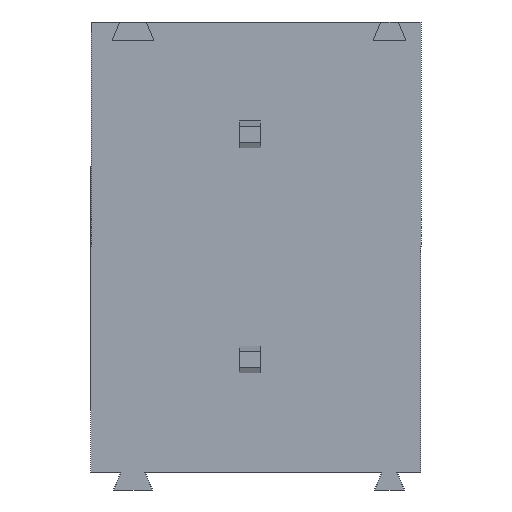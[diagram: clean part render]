
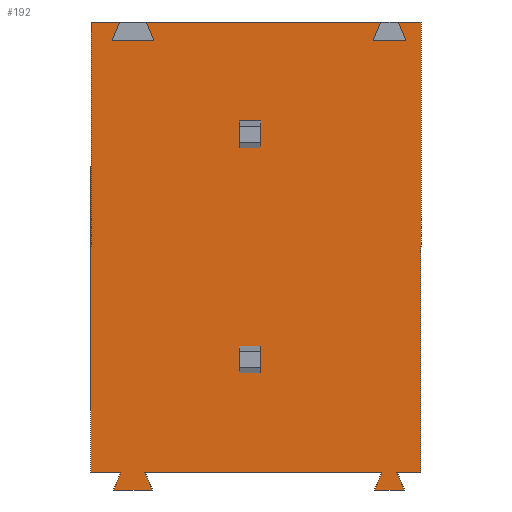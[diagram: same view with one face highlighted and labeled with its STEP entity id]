
A CAD part, front view. The second image highlights one B-rep face of the part: STEP entity #192.
In plain terms, the highlighted planar face has unit normal (0, -1, 0).
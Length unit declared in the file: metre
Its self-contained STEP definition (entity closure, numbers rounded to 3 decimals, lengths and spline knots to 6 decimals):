
#192=ADVANCED_FACE('',(#405,#406,#407),#408,.F.);
#405=FACE_BOUND('',#636,.T.);
#406=FACE_BOUND('',#637,.T.);
#407=FACE_OUTER_BOUND('',#638,.T.);
#408=PLANE('',#639);
#636=EDGE_LOOP('',(#1127,#1128,#1129,#1130));
#637=EDGE_LOOP('',(#1131,#1132,#1133,#1134));
#638=EDGE_LOOP('',(#1135,#1136,#1137,#1138,#1139,#1140,#1141,#1142,#1143,#1144,#1145,#1146,#1147,#1148,#1149,#1150,#1151,#1152,#1153,#1154));
#639=AXIS2_PLACEMENT_3D('',#1155,#1156,#1157);
#1127=ORIENTED_EDGE('',*,*,#1366,.F.);
#1128=ORIENTED_EDGE('',*,*,#1557,.F.);
#1129=ORIENTED_EDGE('',*,*,#1570,.F.);
#1130=ORIENTED_EDGE('',*,*,#1548,.F.);
#1131=ORIENTED_EDGE('',*,*,#1402,.F.);
#1132=ORIENTED_EDGE('',*,*,#1532,.F.);
#1133=ORIENTED_EDGE('',*,*,#1571,.F.);
#1134=ORIENTED_EDGE('',*,*,#1483,.F.);
#1135=ORIENTED_EDGE('',*,*,#1424,.F.);
#1136=ORIENTED_EDGE('',*,*,#1572,.F.);
#1137=ORIENTED_EDGE('',*,*,#1573,.T.);
#1138=ORIENTED_EDGE('',*,*,#1567,.F.);
#1139=ORIENTED_EDGE('',*,*,#1502,.F.);
#1140=ORIENTED_EDGE('',*,*,#1362,.F.);
#1141=ORIENTED_EDGE('',*,*,#1574,.T.);
#1142=ORIENTED_EDGE('',*,*,#1521,.F.);
#1143=ORIENTED_EDGE('',*,*,#1575,.F.);
#1144=ORIENTED_EDGE('',*,*,#1467,.F.);
#1145=ORIENTED_EDGE('',*,*,#1576,.T.);
#1146=ORIENTED_EDGE('',*,*,#1577,.T.);
#1147=ORIENTED_EDGE('',*,*,#1430,.F.);
#1148=ORIENTED_EDGE('',*,*,#1418,.T.);
#1149=ORIENTED_EDGE('',*,*,#1421,.T.);
#1150=ORIENTED_EDGE('',*,*,#1578,.T.);
#1151=ORIENTED_EDGE('',*,*,#1427,.F.);
#1152=ORIENTED_EDGE('',*,*,#1396,.F.);
#1153=ORIENTED_EDGE('',*,*,#1542,.F.);
#1154=ORIENTED_EDGE('',*,*,#1579,.F.);
#1155=CARTESIAN_POINT('',(0.200032,0.129229,-0.00428));
#1156=DIRECTION('',(-0.0,1.0,0.0));
#1157=DIRECTION('',(1.0,0.0,0.0));
#1362=EDGE_CURVE('',#1614,#1616,#1617,.T.);
#1366=EDGE_CURVE('',#1622,#1623,#1624,.T.);
#1396=EDGE_CURVE('',#1674,#1676,#1677,.T.);
#1402=EDGE_CURVE('',#1685,#1687,#1688,.T.);
#1418=EDGE_CURVE('',#1710,#1714,#1716,.T.);
#1421=EDGE_CURVE('',#1714,#1719,#1721,.T.);
#1424=EDGE_CURVE('',#1724,#1725,#1726,.T.);
#1427=EDGE_CURVE('',#1676,#1730,#1731,.T.);
#1430=EDGE_CURVE('',#1710,#1735,#1736,.T.);
#1467=EDGE_CURVE('',#1793,#1791,#1795,.T.);
#1483=EDGE_CURVE('',#1687,#1818,#1819,.T.);
#1502=EDGE_CURVE('',#1616,#1843,#1844,.T.);
#1521=EDGE_CURVE('',#1869,#1871,#1872,.T.);
#1532=EDGE_CURVE('',#1886,#1685,#1887,.T.);
#1542=EDGE_CURVE('',#1899,#1674,#1900,.T.);
#1548=EDGE_CURVE('',#1623,#1907,#1908,.T.);
#1557=EDGE_CURVE('',#1920,#1622,#1921,.T.);
#1567=EDGE_CURVE('',#1843,#1934,#1935,.T.);
#1570=EDGE_CURVE('',#1907,#1920,#1938,.T.);
#1571=EDGE_CURVE('',#1818,#1886,#1939,.T.);
#1572=EDGE_CURVE('',#1940,#1724,#1941,.T.);
#1573=EDGE_CURVE('',#1940,#1934,#1942,.T.);
#1574=EDGE_CURVE('',#1614,#1871,#1943,.T.);
#1575=EDGE_CURVE('',#1791,#1869,#1944,.T.);
#1576=EDGE_CURVE('',#1793,#1945,#1946,.T.);
#1577=EDGE_CURVE('',#1945,#1735,#1947,.T.);
#1578=EDGE_CURVE('',#1719,#1730,#1948,.T.);
#1579=EDGE_CURVE('',#1725,#1899,#1949,.T.);
#1614=VERTEX_POINT('',#1984);
#1616=VERTEX_POINT('',#1987);
#1617=LINE('',#1988,#1989);
#1622=VERTEX_POINT('',#1996);
#1623=VERTEX_POINT('',#1997);
#1624=LINE('',#1998,#1999);
#1674=VERTEX_POINT('',#2071);
#1676=VERTEX_POINT('',#2074);
#1677=LINE('',#2075,#2076);
#1685=VERTEX_POINT('',#2087);
#1687=VERTEX_POINT('',#2090);
#1688=LINE('',#2091,#2092);
#1710=VERTEX_POINT('',#2123);
#1714=VERTEX_POINT('',#2129);
#1716=LINE('',#2132,#2133);
#1719=VERTEX_POINT('',#2136);
#1721=LINE('',#2139,#2140);
#1724=VERTEX_POINT('',#2144);
#1725=VERTEX_POINT('',#2145);
#1726=LINE('',#2146,#2147);
#1730=VERTEX_POINT('',#2153);
#1731=LINE('',#2154,#2155);
#1735=VERTEX_POINT('',#2161);
#1736=LINE('',#2162,#2163);
#1791=VERTEX_POINT('',#2240);
#1793=VERTEX_POINT('',#2243);
#1795=LINE('',#2246,#2247);
#1818=VERTEX_POINT('',#2276);
#1819=LINE('',#2277,#2278);
#1843=VERTEX_POINT('',#2315);
#1844=LINE('',#2316,#2317);
#1869=VERTEX_POINT('',#2354);
#1871=VERTEX_POINT('',#2357);
#1872=LINE('',#2358,#2359);
#1886=VERTEX_POINT('',#2380);
#1887=LINE('',#2381,#2382);
#1899=VERTEX_POINT('',#2400);
#1900=LINE('',#2401,#2402);
#1907=VERTEX_POINT('',#2412);
#1908=LINE('',#2413,#2414);
#1920=VERTEX_POINT('',#2432);
#1921=LINE('',#2433,#2434);
#1934=VERTEX_POINT('',#2453);
#1935=LINE('',#2454,#2455);
#1938=LINE('',#2459,#2460);
#1939=LINE('',#2461,#2462);
#1940=VERTEX_POINT('',#2463);
#1941=LINE('',#2464,#2465);
#1942=LINE('',#2466,#2467);
#1943=LINE('',#2468,#2469);
#1944=LINE('',#2470,#2471);
#1945=VERTEX_POINT('',#2472);
#1946=LINE('',#2473,#2474);
#1947=LINE('',#2475,#2476);
#1948=LINE('',#2477,#2478);
#1949=LINE('',#2479,#2480);
#1984=CARTESIAN_POINT('',(0.191632,0.129229,-0.01645));
#1987=CARTESIAN_POINT('',(0.191882,0.129229,-0.01705));
#1988=CARTESIAN_POINT('',(0.191882,0.129229,-0.01705));
#1989=VECTOR('',#2523,1.0);
#1996=CARTESIAN_POINT('',(0.194782,0.129229,-0.01315));
#1997=CARTESIAN_POINT('',(0.195482,0.129229,-0.01315));
#1998=CARTESIAN_POINT('',(0.200032,0.129229,-0.01315));
#1999=VECTOR('',#2526,1.0);
#2071=CARTESIAN_POINT('',(0.191932,0.129229,-0.00205));
#2074=CARTESIAN_POINT('',(0.191682,0.129229,-0.00145));
#2075=CARTESIAN_POINT('',(0.191682,0.129229,-0.00145));
#2076=VECTOR('',#2550,1.0);
#2087=CARTESIAN_POINT('',(0.195482,0.129229,-0.00475));
#2090=CARTESIAN_POINT('',(0.194782,0.129229,-0.00475));
#2091=CARTESIAN_POINT('',(0.195482,0.129229,-0.00475));
#2092=VECTOR('',#2555,1.0);
#2123=CARTESIAN_POINT('',(0.200082,0.129229,-0.00145));
#2129=CARTESIAN_POINT('',(0.200332,0.129229,-0.00205));
#2132=CARTESIAN_POINT('',(0.200332,0.129229,-0.00205));
#2133=VECTOR('',#2568,1.0);
#2136=CARTESIAN_POINT('',(0.199232,0.129229,-0.00205));
#2139=CARTESIAN_POINT('',(0.199232,0.129229,-0.00205));
#2140=VECTOR('',#2570,1.0);
#2144=CARTESIAN_POINT('',(0.189832,0.129229,-0.00145));
#2145=CARTESIAN_POINT('',(0.190782,0.129229,-0.00145));
#2146=CARTESIAN_POINT('',(0.200832,0.129229,-0.00145));
#2147=VECTOR('',#2572,1.0);
#2153=CARTESIAN_POINT('',(0.199482,0.129229,-0.00145));
#2154=CARTESIAN_POINT('',(0.200832,0.129229,-0.00145));
#2155=VECTOR('',#2575,1.0);
#2161=CARTESIAN_POINT('',(0.200832,0.129229,-0.00145));
#2162=CARTESIAN_POINT('',(0.200832,0.129229,-0.00145));
#2163=VECTOR('',#2578,1.0);
#2240=CARTESIAN_POINT('',(0.200282,0.129229,-0.01705));
#2243=CARTESIAN_POINT('',(0.200032,0.129229,-0.01645));
#2246=CARTESIAN_POINT('',(0.200282,0.129229,-0.01705));
#2247=VECTOR('',#2618,1.0);
#2276=CARTESIAN_POINT('',(0.194782,0.129229,-0.00565));
#2277=CARTESIAN_POINT('',(0.194782,0.129229,-0.00475));
#2278=VECTOR('',#2640,1.0);
#2315=CARTESIAN_POINT('',(0.190582,0.129229,-0.01705));
#2316=CARTESIAN_POINT('',(0.190582,0.129229,-0.01705));
#2317=VECTOR('',#2654,1.0);
#2354=CARTESIAN_POINT('',(0.199282,0.129229,-0.01705));
#2357=CARTESIAN_POINT('',(0.199532,0.129229,-0.01645));
#2358=CARTESIAN_POINT('',(0.199532,0.129229,-0.01645));
#2359=VECTOR('',#2668,1.0);
#2380=CARTESIAN_POINT('',(0.195482,0.129229,-0.00565));
#2381=CARTESIAN_POINT('',(0.195482,0.129229,-0.0171));
#2382=VECTOR('',#2676,1.0);
#2400=CARTESIAN_POINT('',(0.190532,0.129229,-0.00205));
#2401=CARTESIAN_POINT('',(0.191932,0.129229,-0.00205));
#2402=VECTOR('',#2683,1.0);
#2412=CARTESIAN_POINT('',(0.195482,0.129229,-0.01225));
#2413=CARTESIAN_POINT('',(0.195482,0.129229,-0.01444));
#2414=VECTOR('',#2687,1.0);
#2432=CARTESIAN_POINT('',(0.194782,0.129229,-0.01225));
#2433=CARTESIAN_POINT('',(0.194782,0.129229,-0.01225));
#2434=VECTOR('',#2694,1.0);
#2453=CARTESIAN_POINT('',(0.190832,0.129229,-0.01645));
#2454=CARTESIAN_POINT('',(0.190832,0.129229,-0.01645));
#2455=VECTOR('',#2701,1.0);
#2459=CARTESIAN_POINT('',(0.200032,0.129229,-0.01225));
#2460=VECTOR('',#2703,1.0);
#2461=CARTESIAN_POINT('',(0.194782,0.129229,-0.00565));
#2462=VECTOR('',#2704,1.0);
#2463=CARTESIAN_POINT('',(0.189832,0.129229,-0.01645));
#2464=CARTESIAN_POINT('',(0.189832,0.129229,-0.00508));
#2465=VECTOR('',#2705,1.0);
#2466=CARTESIAN_POINT('',(0.200832,0.129229,-0.01645));
#2467=VECTOR('',#2706,1.0);
#2468=CARTESIAN_POINT('',(0.200832,0.129229,-0.01645));
#2469=VECTOR('',#2707,1.0);
#2470=CARTESIAN_POINT('',(0.199282,0.129229,-0.01705));
#2471=VECTOR('',#2708,1.0);
#2472=CARTESIAN_POINT('',(0.200832,0.129229,-0.01645));
#2473=CARTESIAN_POINT('',(0.200832,0.129229,-0.01645));
#2474=VECTOR('',#2709,1.0);
#2475=CARTESIAN_POINT('',(0.200832,0.129229,0.01016));
#2476=VECTOR('',#2710,1.0);
#2477=CARTESIAN_POINT('',(0.199482,0.129229,-0.00145));
#2478=VECTOR('',#2711,1.0);
#2479=CARTESIAN_POINT('',(0.190532,0.129229,-0.00205));
#2480=VECTOR('',#2712,1.0);
#2523=DIRECTION('',(0.384,0.,-0.923));
#2526=DIRECTION('',(1.0,0.0,0.0));
#2550=DIRECTION('',(-0.384,0.,0.923));
#2555=DIRECTION('',(-1.0,0.0,0.0));
#2568=DIRECTION('',(0.384,0.,-0.923));
#2570=DIRECTION('',(-1.0,0.,0.));
#2572=DIRECTION('',(1.0,0.0,0.0));
#2575=DIRECTION('',(1.0,0.0,0.0));
#2578=DIRECTION('',(1.0,0.0,0.0));
#2618=DIRECTION('',(0.384,0.,-0.923));
#2640=DIRECTION('',(0.0,0.0,-1.0));
#2654=DIRECTION('',(-1.0,0.,0.));
#2668=DIRECTION('',(0.384,0.,0.923));
#2676=DIRECTION('',(0.0,0.0,1.0));
#2683=DIRECTION('',(1.0,0.,0.));
#2687=DIRECTION('',(0.0,0.0,1.0));
#2694=DIRECTION('',(0.0,0.0,-1.0));
#2701=DIRECTION('',(0.384,0.,0.923));
#2703=DIRECTION('',(-1.0,0.0,0.0));
#2704=DIRECTION('',(1.0,0.0,0.0));
#2705=DIRECTION('',(0.0,0.0,1.0));
#2706=DIRECTION('',(1.0,0.0,0.0));
#2707=DIRECTION('',(1.0,0.0,0.0));
#2708=DIRECTION('',(-1.0,0.,0.));
#2709=DIRECTION('',(1.0,0.0,0.0));
#2710=DIRECTION('',(0.0,0.0,1.0));
#2711=DIRECTION('',(0.384,0.,0.923));
#2712=DIRECTION('',(-0.384,0.,-0.923));
